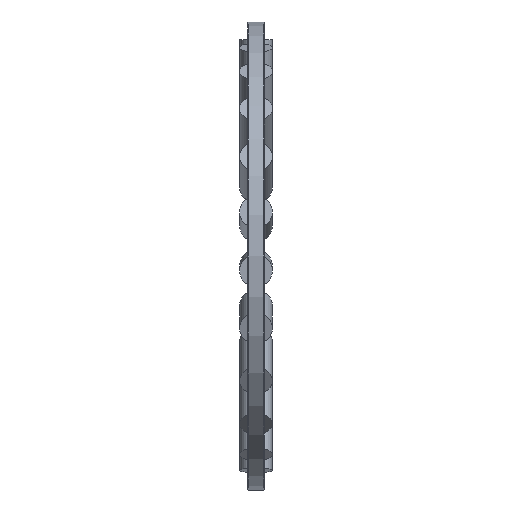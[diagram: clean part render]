
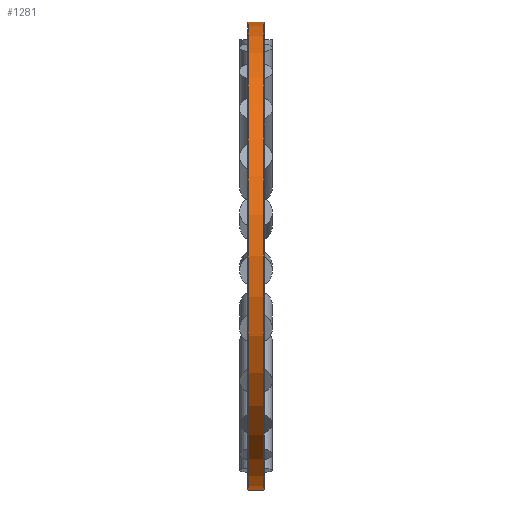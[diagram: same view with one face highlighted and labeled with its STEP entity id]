
A CAD part, left-side view. The second image highlights one B-rep face of the part: STEP entity #1281.
In plain terms, the highlighted cylindrical face has radius 14.287 mm (diameter 28.575 mm), a partial arc.
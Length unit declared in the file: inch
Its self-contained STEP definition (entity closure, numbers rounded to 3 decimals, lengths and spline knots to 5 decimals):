
#164 = CARTESIAN_POINT ( 'NONE',  ( 0., -0.03906, 0. ) ) ;
#177 = CARTESIAN_POINT ( 'NONE',  ( 0., -0.01875, 0. ) ) ;
#231 = LINE ( 'NONE', #3088, #4083 ) ;
#255 = CARTESIAN_POINT ( 'NONE',  ( 0., 0.01875, -0.5625 ) ) ;
#414 = EDGE_CURVE ( 'NONE', #4947, #2780, #231, .T. ) ;
#511 = DIRECTION ( 'NONE',  ( 0., -1., 0. ) ) ;
#677 = DIRECTION ( 'NONE',  ( 0., 0., 1. ) ) ;
#686 = CYLINDRICAL_SURFACE ( 'NONE', #5823, 0.5625 ) ;
#894 = ORIENTED_EDGE ( 'NONE', *, *, #2101, .T. ) ;
#1011 = EDGE_CURVE ( 'NONE', #4947, #5003, #1981, .T. ) ;
#1281 = ADVANCED_FACE ( 'NONE', ( #2194 ), #686, .T. ) ;
#1981 = CIRCLE ( 'NONE', #6279, 0.5625 ) ;
#2101 = EDGE_CURVE ( 'NONE', #5003, #6032, #3374, .T. ) ;
#2189 = DIRECTION ( 'NONE',  ( 0., -1., 0. ) ) ;
#2194 = FACE_OUTER_BOUND ( 'NONE', #3955, .T. ) ;
#2197 = DIRECTION ( 'NONE',  ( 0., -1., 0. ) ) ;
#2208 = CIRCLE ( 'NONE', #3483, 0.5625 ) ;
#2780 = VERTEX_POINT ( 'NONE', #6186 ) ;
#3088 = CARTESIAN_POINT ( 'NONE',  ( 0., -0.03906, 0.5625 ) ) ;
#3255 = EDGE_CURVE ( 'NONE', #6032, #2780, #2208, .T. ) ;
#3374 = LINE ( 'NONE', #4499, #4371 ) ;
#3483 = AXIS2_PLACEMENT_3D ( 'NONE', #177, #3722, #677 ) ;
#3541 = CARTESIAN_POINT ( 'NONE',  ( 0., 0.01875, 0. ) ) ;
#3722 = DIRECTION ( 'NONE',  ( 0., 1., 0. ) ) ;
#3750 = CARTESIAN_POINT ( 'NONE',  ( 0., 0.01875, 0.5625 ) ) ;
#3955 = EDGE_LOOP ( 'NONE', ( #5888, #5851, #894, #5504 ) ) ;
#4015 = DIRECTION ( 'NONE',  ( 0., 0., -1. ) ) ;
#4083 = VECTOR ( 'NONE', #6303, 39.37008 ) ;
#4371 = VECTOR ( 'NONE', #2197, 39.37008 ) ;
#4499 = CARTESIAN_POINT ( 'NONE',  ( 0., -0.03906, -0.5625 ) ) ;
#4622 = CARTESIAN_POINT ( 'NONE',  ( 0., -0.01875, -0.5625 ) ) ;
#4947 = VERTEX_POINT ( 'NONE', #3750 ) ;
#5003 = VERTEX_POINT ( 'NONE', #255 ) ;
#5504 = ORIENTED_EDGE ( 'NONE', *, *, #3255, .T. ) ;
#5660 = DIRECTION ( 'NONE',  ( 0., 0., -1. ) ) ;
#5823 = AXIS2_PLACEMENT_3D ( 'NONE', #164, #2189, #5660 ) ;
#5851 = ORIENTED_EDGE ( 'NONE', *, *, #1011, .T. ) ;
#5888 = ORIENTED_EDGE ( 'NONE', *, *, #414, .F. ) ;
#6032 = VERTEX_POINT ( 'NONE', #4622 ) ;
#6186 = CARTESIAN_POINT ( 'NONE',  ( 0., -0.01875, 0.5625 ) ) ;
#6279 = AXIS2_PLACEMENT_3D ( 'NONE', #3541, #511, #4015 ) ;
#6303 = DIRECTION ( 'NONE',  ( 0., -1., 0. ) ) ;
